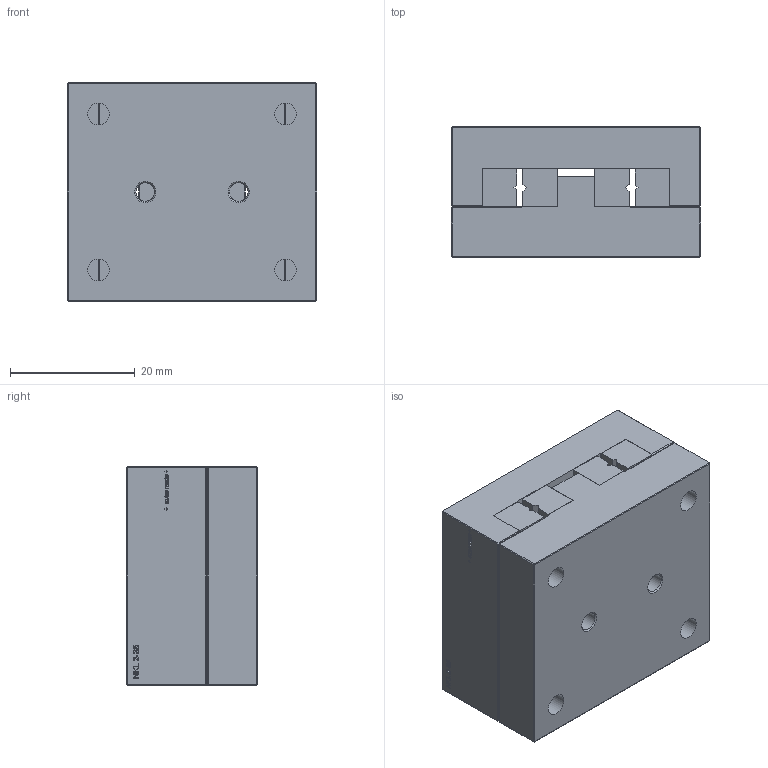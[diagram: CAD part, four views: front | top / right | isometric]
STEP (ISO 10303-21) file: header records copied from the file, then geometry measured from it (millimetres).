
FILE_DESCRIPTION(('FreeCAD Model'),'2;1');
FILE_NAME('NKL 2-35.step', '2020-04-21T18:55:30',('Author'),(''), 'Open CASCADE STEP processor 6.8','FreeCAD','Unknown');
FILE_SCHEMA(('AUTOMOTIVE_DESIGN_CC2 { 1 2 10303 214 -1 1 5 4 }'));
Length unit declared in the file: millimetre
Products named in the file (3): ASSEMBLY; OT; UT
Assembly tree (2 placements, depth 2):
  ASSEMBLY
    OT
    UT
Bounding box: 40 x 21 x 35 mm (x, y, z)
Volume: 27851.6 mm3; surface area: 13239.5 mm2
Topology: 6 solids, 6 shells, 721 faces, 1965 edges, 1294 vertices
Faces by surface type: extrusion 391, plane 314, cylinder 12, cone 4
Full cylindrical faces by diameter (mm): 3 x4, 3.5 x4, 4.5 x4
Entity records: 48528 total; most frequent: CARTESIAN_POINT 11740, DIRECTION 5380, VECTOR 4614, LINE 4223, ORIENTED_EDGE 3930, PCURVE 3930, DEFINITIONAL_REPRESENTATION 3930, B_SPLINE_CURVE_WITH_KNOTS 1995
